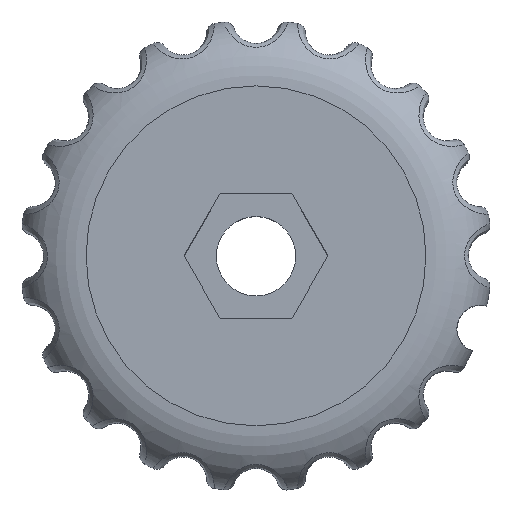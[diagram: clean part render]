
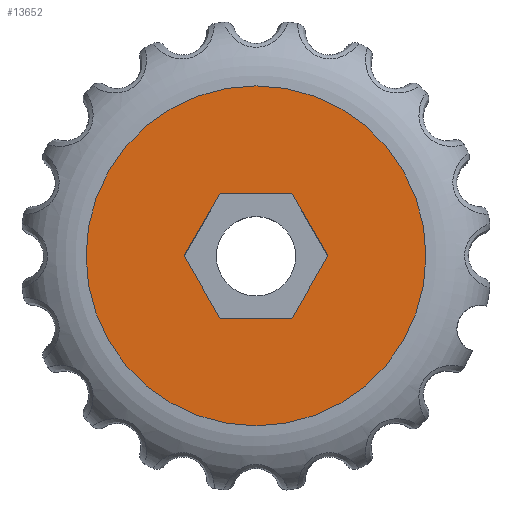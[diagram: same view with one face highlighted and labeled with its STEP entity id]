
A CAD part, top view. The second image highlights one B-rep face of the part: STEP entity #13652.
In plain terms, the highlighted planar face has unit normal (0, 0, 1).
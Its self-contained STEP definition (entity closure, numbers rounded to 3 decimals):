
#969=CARTESIAN_POINT('',(623.966,1524.737,-17.016));
#970=VERTEX_POINT('',#969);
#2101=CARTESIAN_POINT('',(605.966,1524.737,-17.016));
#2102=DIRECTION('',(0.,-0.,-1.));
#2103=DIRECTION('',(1.,0.,0.));
#2104=AXIS2_PLACEMENT_3D('',#2101,#2102,#2103);
#2105=CIRCLE('',#2104,18.);
#2106=EDGE_CURVE('',#970,#970,#2105,.T.);
#13449=CARTESIAN_POINT('',(613.587,1524.737,-17.016));
#13450=VERTEX_POINT('',#13449);
#13451=CARTESIAN_POINT('',(609.776,1518.137,-17.016));
#13452=VERTEX_POINT('',#13451);
#13453=CARTESIAN_POINT('',(613.587,1524.737,-17.016));
#13454=DIRECTION('',(-0.5,-0.866,-0.));
#13455=VECTOR('',#13454,7.621);
#13456=LINE('',#13453,#13455);
#13457=EDGE_CURVE('',#13450,#13452,#13456,.T.);
#13480=CARTESIAN_POINT('',(609.776,1531.337,-17.016));
#13481=VERTEX_POINT('',#13480);
#13482=CARTESIAN_POINT('',(609.776,1531.337,-17.016));
#13483=DIRECTION('',(0.5,-0.866,0.));
#13484=VECTOR('',#13483,7.621);
#13485=LINE('',#13482,#13484);
#13486=EDGE_CURVE('',#13481,#13450,#13485,.T.);
#13504=CARTESIAN_POINT('',(602.155,1531.337,-17.016));
#13505=VERTEX_POINT('',#13504);
#13506=CARTESIAN_POINT('',(602.155,1531.337,-17.016));
#13507=DIRECTION('',(1.,0.,0.));
#13508=VECTOR('',#13507,7.621);
#13509=LINE('',#13506,#13508);
#13510=EDGE_CURVE('',#13505,#13481,#13509,.T.);
#13528=CARTESIAN_POINT('',(598.345,1524.737,-17.016));
#13529=VERTEX_POINT('',#13528);
#13530=CARTESIAN_POINT('',(598.345,1524.737,-17.016));
#13531=DIRECTION('',(0.5,0.866,-0.));
#13532=VECTOR('',#13531,7.621);
#13533=LINE('',#13530,#13532);
#13534=EDGE_CURVE('',#13529,#13505,#13533,.T.);
#13552=CARTESIAN_POINT('',(602.155,1518.137,-17.016));
#13553=VERTEX_POINT('',#13552);
#13554=CARTESIAN_POINT('',(602.155,1518.137,-17.016));
#13555=DIRECTION('',(-0.5,0.866,-0.));
#13556=VECTOR('',#13555,7.621);
#13557=LINE('',#13554,#13556);
#13558=EDGE_CURVE('',#13553,#13529,#13557,.T.);
#13576=CARTESIAN_POINT('',(609.776,1518.137,-17.016));
#13577=DIRECTION('',(-1.,-0.,-0.));
#13578=VECTOR('',#13577,7.621);
#13579=LINE('',#13576,#13578);
#13580=EDGE_CURVE('',#13452,#13553,#13579,.T.);
#13636=CARTESIAN_POINT('',(605.966,1524.737,-17.016));
#13637=DIRECTION('',(-0.,0.,1.));
#13638=DIRECTION('',(1.,0.,0.));
#13639=AXIS2_PLACEMENT_3D('',#13636,#13637,#13638);
#13640=PLANE('',#13639);
#13641=ORIENTED_EDGE('',*,*,#2106,.F.);
#13642=EDGE_LOOP('',(#13641));
#13643=FACE_BOUND('',#13642,.T.);
#13644=ORIENTED_EDGE('',*,*,#13457,.T.);
#13645=ORIENTED_EDGE('',*,*,#13580,.T.);
#13646=ORIENTED_EDGE('',*,*,#13558,.T.);
#13647=ORIENTED_EDGE('',*,*,#13534,.T.);
#13648=ORIENTED_EDGE('',*,*,#13510,.T.);
#13649=ORIENTED_EDGE('',*,*,#13486,.T.);
#13650=EDGE_LOOP('',(#13644,#13645,#13646,#13647,#13648,#13649));
#13651=FACE_BOUND('',#13650,.T.);
#13652=ADVANCED_FACE('',(#13643,#13651),#13640,.T.);
